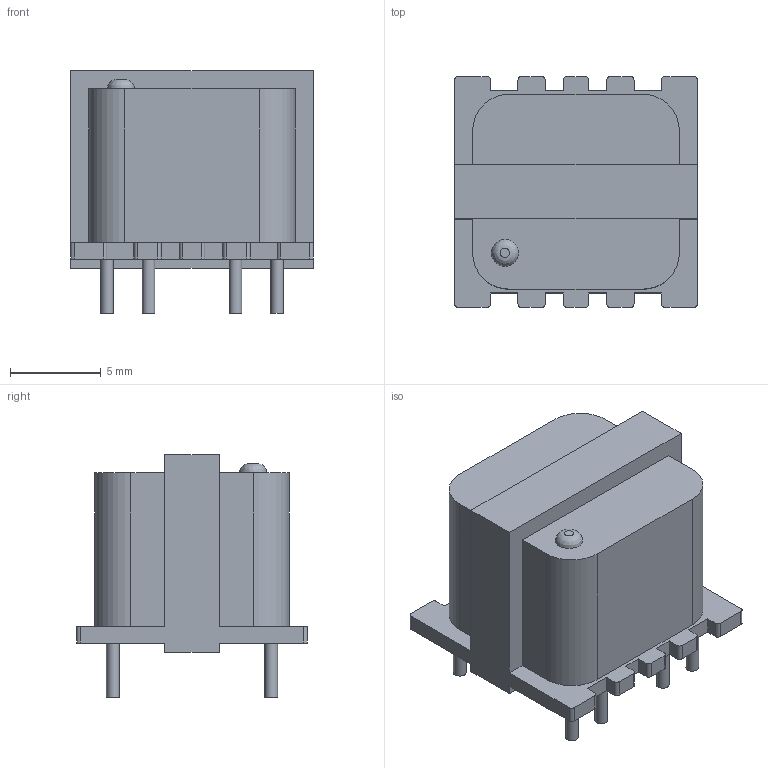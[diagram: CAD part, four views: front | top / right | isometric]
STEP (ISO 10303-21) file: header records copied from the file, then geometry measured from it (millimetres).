
FILE_DESCRIPTION(/* description */ ('','CAx-IF Rec.Pracs.---Representation and Presentation of Product Manufacturing Information (PMI)---4.0---2014-10-13'),/* implementation_level */ '2;1');
FILE_NAME(/* name */ 'Tr-5V1A-MC.step',/* time_stamp */ '2025-05-19T18:21:55+06:00',/* author */ (''),/* organization */ (''),/* preprocessor_version */ 'ST-DEVELOPER v20',/* originating_system */ 'Autodesk Translation Framework v13.20.0.188',/* authorisation */ '');
FILE_SCHEMA (('AP242_MANAGED_MODEL_BASED_3D_ENGINEERING_MIM_LF { 1 0 10303 442 1 1 4 }'));
Length unit declared in the file: millimetre
Products named in the file (1): Tr-5V1A-MC
Bounding box: 13.41 x 12.75 x 13.4 mm (x, y, z)
Volume: 1278.4 mm3; surface area: 858.7 mm2
Topology: 7 solids, 7 shells, 98 faces, 249 edges, 166 vertices
Faces by surface type: plane 67, cylinder 30, bspline 1
Full cylindrical faces by diameter (mm): 0.7 x6
Entity records: 3012 total; most frequent: CARTESIAN_POINT 540, DIRECTION 508, ORIENTED_EDGE 498, EDGE_CURVE 249, LINE 186, VECTOR 186, VERTEX_POINT 166, AXIS2_PLACEMENT_3D 161
